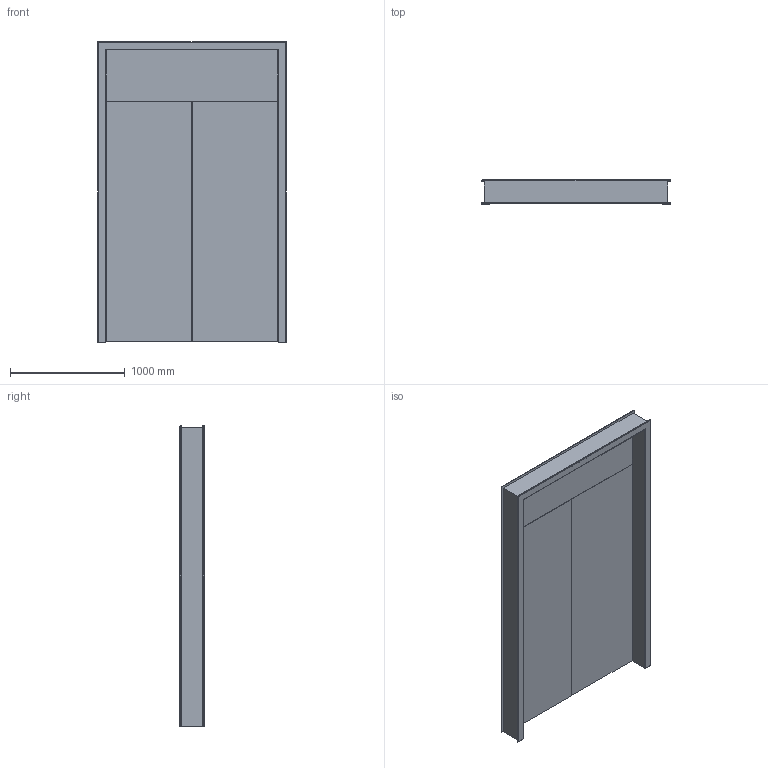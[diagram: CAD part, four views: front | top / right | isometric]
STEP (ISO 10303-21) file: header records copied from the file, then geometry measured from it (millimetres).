
FILE_DESCRIPTION(('FreeCAD Model'),'2;1');
FILE_NAME('Double doors with transom and trims.step','2016-10-04T13:51:40',('Author'),(''), 'Open CASCADE STEP processor 6.8','FreeCAD','Unknown');
FILE_SCHEMA(('AUTOMOTIVE_DESIGN_CC2 { 1 2 10303 214 -1 1 5 4 }'));
Length unit declared in the file: millimetre
Products named in the file (5): ASSEMBLY; Double_doors_with_transom; Final_trim_(Mirror_#7); Trim; Final_trim
Assembly tree (4 placements, depth 2):
  ASSEMBLY
    Double_doors_with_transom
    Final_trim_(Mirror_#7)
    Trim
    Final_trim
Bounding box: 1640 x 210 x 2620 mm (x, y, z)
Volume: 229281718 mm3; surface area: 14607618.4 mm2
Topology: 7 solids, 7 shells, 70 faces, 160 edges, 104 vertices
Faces by surface type: plane 58, cylinder 12
Entity records: 4750 total; most frequent: CARTESIAN_POINT 1151, DIRECTION 618, LINE 440, VECTOR 440, ORIENTED_EDGE 320, PCURVE 320, DEFINITIONAL_REPRESENTATION 320, EDGE_CURVE 160
